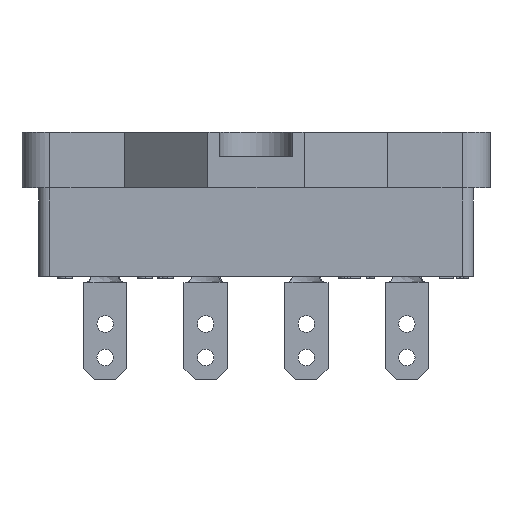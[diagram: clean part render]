
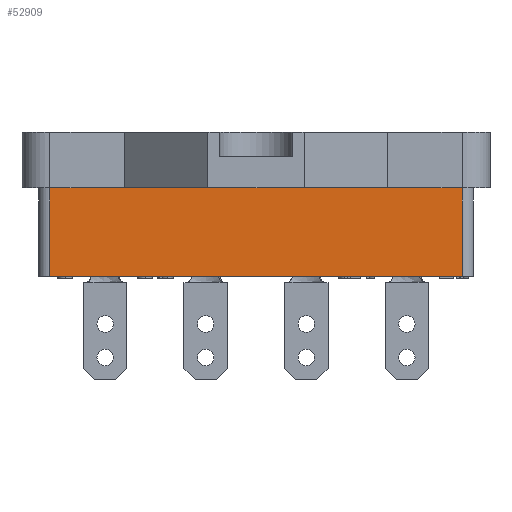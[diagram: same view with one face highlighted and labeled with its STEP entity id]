
A CAD part, front view. The second image highlights one B-rep face of the part: STEP entity #52909.
In plain terms, the highlighted planar face has unit normal (0, -1, 0).
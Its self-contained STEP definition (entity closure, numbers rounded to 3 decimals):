
#2368 = AXIS2_PLACEMENT_3D ( 'NONE', #39906, #24289, #59786 ) ;
#3570 = CARTESIAN_POINT ( 'NONE',  ( -38.869, -35.504, 33.619 ) ) ;
#4115 = EDGE_CURVE ( 'NONE', #41864, #30855, #55990, .T. ) ;
#4685 = VECTOR ( 'NONE', #43652, 1000. ) ;
#8622 = LINE ( 'NONE', #33118, #4685 ) ;
#11710 = VECTOR ( 'NONE', #19540, 1000. ) ;
#12005 = EDGE_CURVE ( 'NONE', #55711, #59478, #60933, .T. ) ;
#14743 = DIRECTION ( 'NONE',  ( -1., 0., 0. ) ) ;
#16990 = EDGE_CURVE ( 'NONE', #55711, #41864, #8622, .T. ) ;
#19044 = CARTESIAN_POINT ( 'NONE',  ( -1.969, -35.504, 41.519 ) ) ;
#19540 = DIRECTION ( 'NONE',  ( 0., 0., 1. ) ) ;
#20293 = FACE_OUTER_BOUND ( 'NONE', #33291, .T. ) ;
#22749 = VECTOR ( 'NONE', #14743, 1000. ) ;
#24289 = DIRECTION ( 'NONE',  ( 0., 1., 0. ) ) ;
#26243 = CARTESIAN_POINT ( 'NONE',  ( -38.869, -35.504, 41.519 ) ) ;
#30855 = VERTEX_POINT ( 'NONE', #26243 ) ;
#33118 = CARTESIAN_POINT ( 'NONE',  ( -1.969, -35.504, 33.619 ) ) ;
#33291 = EDGE_LOOP ( 'NONE', ( #58488, #53480, #52243, #37274 ) ) ;
#34990 = PLANE ( 'NONE',  #2368 ) ;
#37274 = ORIENTED_EDGE ( 'NONE', *, *, #12005, .T. ) ;
#37962 = CARTESIAN_POINT ( 'NONE',  ( -1.969, -35.504, 41.519 ) ) ;
#38453 = EDGE_CURVE ( 'NONE', #59478, #30855, #54947, .T. ) ;
#39906 = CARTESIAN_POINT ( 'NONE',  ( -1.969, -35.504, 33.619 ) ) ;
#41184 = CARTESIAN_POINT ( 'NONE',  ( -1.969, -35.504, 33.619 ) ) ;
#41864 = VERTEX_POINT ( 'NONE', #3570 ) ;
#43652 = DIRECTION ( 'NONE',  ( -1., 0., 0. ) ) ;
#46002 = CARTESIAN_POINT ( 'NONE',  ( -38.869, -35.504, 33.619 ) ) ;
#50293 = DIRECTION ( 'NONE',  ( 0., 0., 1. ) ) ;
#52243 = ORIENTED_EDGE ( 'NONE', *, *, #16990, .F. ) ;
#52909 = ADVANCED_FACE ( 'NONE', ( #20293 ), #34990, .F. ) ;
#53480 = ORIENTED_EDGE ( 'NONE', *, *, #4115, .F. ) ;
#54947 = LINE ( 'NONE', #19044, #22749 ) ;
#55711 = VERTEX_POINT ( 'NONE', #41184 ) ;
#55937 = CARTESIAN_POINT ( 'NONE',  ( -1.969, -35.504, 33.619 ) ) ;
#55990 = LINE ( 'NONE', #46002, #11710 ) ;
#58488 = ORIENTED_EDGE ( 'NONE', *, *, #38453, .T. ) ;
#59247 = VECTOR ( 'NONE', #50293, 1000. ) ;
#59478 = VERTEX_POINT ( 'NONE', #37962 ) ;
#59786 = DIRECTION ( 'NONE',  ( 0., 0., 1. ) ) ;
#60933 = LINE ( 'NONE', #55937, #59247 ) ;
